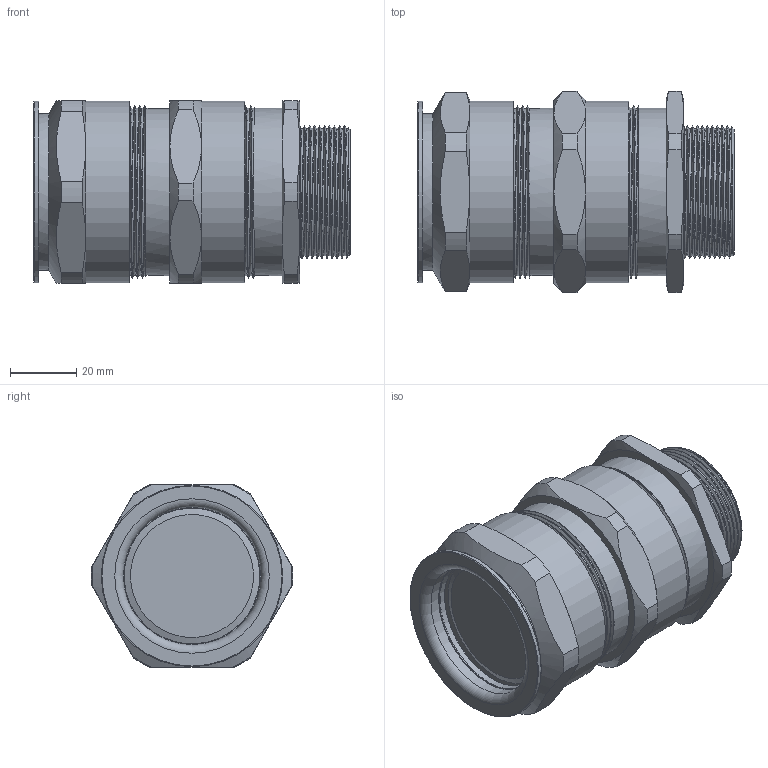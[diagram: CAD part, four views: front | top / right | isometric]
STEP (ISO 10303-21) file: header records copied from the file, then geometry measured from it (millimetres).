
FILE_DESCRIPTION(/* description */ ('ADE-4F M40x1,5'),/* implementation_level */ '2;1');
FILE_NAME(/* name */ '00846904V1-RST.stp',/* time_stamp */ '2020-03-12T09:05:39+01:00',/* author */ ('sl'),/* organization */ (''),/* preprocessor_version */ 'ST-DEVELOPER v16.5',/* originating_system */ 'Autodesk Inventor 2017',/* authorisation */ '');
FILE_SCHEMA (('AUTOMOTIVE_DESIGN { 1 0 10303 214 3 1 1 }'));
Length unit declared in the file: millimetre
Products named in the file (9): 00846904V1; 00846904V1_1; 00846904V1_2; 00846904V1_3; 00846904V1_4; 00846904V1_5; 00846904V1_6; 00846904V1_7; 00846904V1_8
Assembly tree (8 placements, depth 2):
  00846904V1
    00846904V1_1
    00846904V1_2
    00846904V1_3
    00846904V1_4
    00846904V1_5
    00846904V1_6
    00846904V1_7
    00846904V1_8
Bounding box: 95.24 x 60.62 x 55 mm (x, y, z)
Volume: 82438.7 mm3; surface area: 76127 mm2
Topology: 10 solids, 10 shells, 241 faces, 531 edges, 333 vertices
Faces by surface type: cylinder 98, plane 66, cone 47, torus 20, bspline 10
Full cylindrical faces by diameter (mm): 34.09 x1, 34.13 x1, 34.25 x1, 36.54 x1, 37 x1, 38.36 x1, 38.82 x1, 40.85 x1, 40.95 x1, 41 x1, 41.2 x1, 41.4 x1, 41.47 x1, 41.573 x1, 42.7 x3, 44.62 x1, 45 x1, 45.12 x1, 45.45 x1, 46.4 x1, 46.95 x2, 47.18 x1, 47.2 x1, 47.65 x1, 49.93 x1, 50.14 x2, 50.29 x5, 50.328 x7, 50.4 x12, 50.5 x12
Entity records: 14009 total; most frequent: CARTESIAN_POINT 9890, DIRECTION 850, ORIENTED_EDGE 682, AXIS2_PLACEMENT_3D 407, EDGE_CURVE 339, EDGE_LOOP 318, VERTEX_POINT 251, FACE_OUTER_BOUND 205
